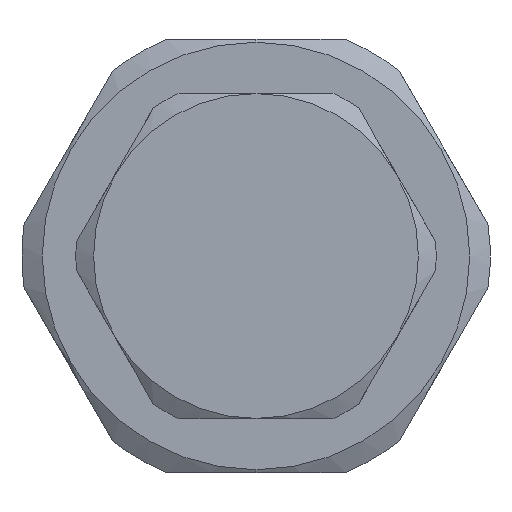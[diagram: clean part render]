
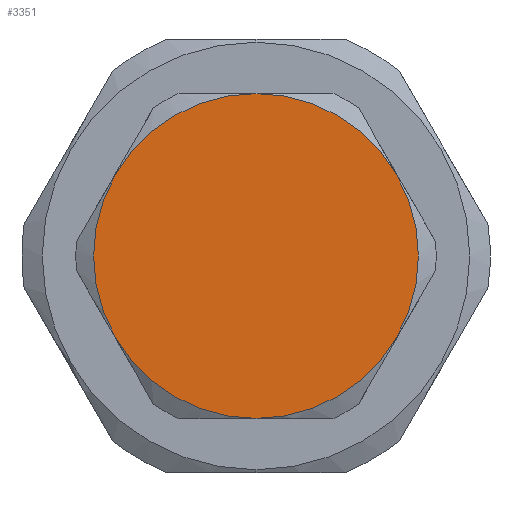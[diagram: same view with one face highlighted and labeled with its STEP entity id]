
A CAD part, left-side view. The second image highlights one B-rep face of the part: STEP entity #3351.
In plain terms, the highlighted planar face has unit normal (-1, 0, 0).
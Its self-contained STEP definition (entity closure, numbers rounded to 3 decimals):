
#1471 = DIRECTION ( 'NONE',  ( -1., 0., 0. ) ) ;
#1478 = ORIENTED_EDGE ( 'NONE', *, *, #4544, .T. ) ;
#2247 = DIRECTION ( 'NONE',  ( 0., 0., 1. ) ) ;
#2982 = ORIENTED_EDGE ( 'NONE', *, *, #5078, .T. ) ;
#3086 = FACE_OUTER_BOUND ( 'NONE', #6011, .T. ) ;
#3287 = CARTESIAN_POINT ( 'NONE',  ( -6.5, 0., 0. ) ) ;
#3351 = ADVANCED_FACE ( 'NONE', ( #3086 ), #5373, .F. ) ;
#3483 = AXIS2_PLACEMENT_3D ( 'NONE', #3287, #1471, #4514 ) ;
#3782 = CIRCLE ( 'NONE', #3483, 14.25 ) ;
#4165 = DIRECTION ( 'NONE',  ( 0., 0., -1. ) ) ;
#4514 = DIRECTION ( 'NONE',  ( 0., 0., 1. ) ) ;
#4544 = EDGE_CURVE ( 'NONE', #7942, #5325, #3782, .T. ) ;
#4700 = DIRECTION ( 'NONE',  ( -1., 0., 0. ) ) ;
#4809 = CARTESIAN_POINT ( 'NONE',  ( -6.5, 0., 0. ) ) ;
#4811 = CARTESIAN_POINT ( 'NONE',  ( -6.5, 0., 14.25 ) ) ;
#4958 = AXIS2_PLACEMENT_3D ( 'NONE', #4809, #4700, #2247 ) ;
#5078 = EDGE_CURVE ( 'NONE', #5325, #7942, #6388, .T. ) ;
#5325 = VERTEX_POINT ( 'NONE', #7489 ) ;
#5373 = PLANE ( 'NONE',  #6046 ) ;
#6011 = EDGE_LOOP ( 'NONE', ( #2982, #1478 ) ) ;
#6046 = AXIS2_PLACEMENT_3D ( 'NONE', #7225, #7162, #4165 ) ;
#6388 = CIRCLE ( 'NONE', #4958, 14.25 ) ;
#7162 = DIRECTION ( 'NONE',  ( 1., 0., 0. ) ) ;
#7225 = CARTESIAN_POINT ( 'NONE',  ( -6.5, 0., 0. ) ) ;
#7489 = CARTESIAN_POINT ( 'NONE',  ( -6.5, 0., -14.25 ) ) ;
#7942 = VERTEX_POINT ( 'NONE', #4811 ) ;
